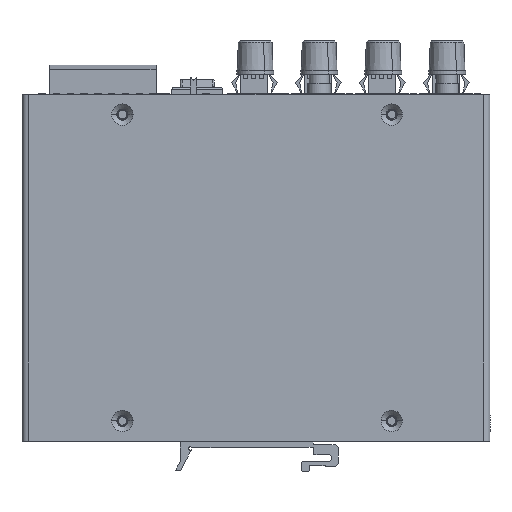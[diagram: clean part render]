
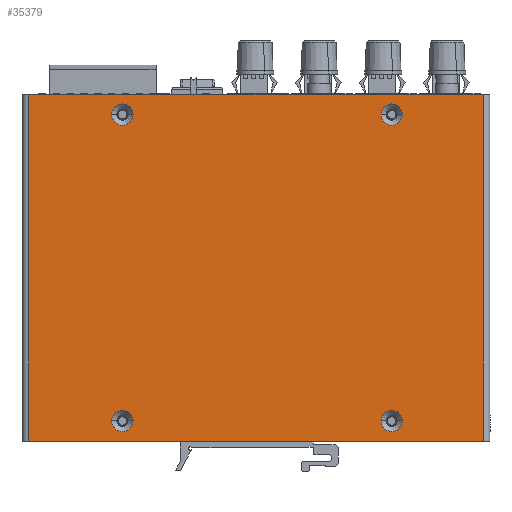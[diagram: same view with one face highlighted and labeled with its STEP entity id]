
A CAD part, front view. The second image highlights one B-rep face of the part: STEP entity #35379.
In plain terms, the highlighted planar face has unit normal (0, -1, 0).
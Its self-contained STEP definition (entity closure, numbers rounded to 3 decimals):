
#1404 = AXIS2_PLACEMENT_3D ( 'NONE', #156453, #67328, #171337 ) ;
#2237 = CARTESIAN_POINT ( 'NONE',  ( -111.845, -36.523, 96.611 ) ) ;
#5096 = DIRECTION ( 'NONE',  ( -1., 0., 0. ) ) ;
#5277 = LINE ( 'NONE', #54191, #184392 ) ;
#9731 = ORIENTED_EDGE ( 'NONE', *, *, #20676, .T. ) ;
#10432 = CARTESIAN_POINT ( 'NONE',  ( -138.52, -36.523, 102.611 ) ) ;
#11291 = DIRECTION ( 'NONE',  ( -1., 0., 0. ) ) ;
#12029 = CARTESIAN_POINT ( 'NONE',  ( -28.695, -36.523, 96.611 ) ) ;
#12336 = ORIENTED_EDGE ( 'NONE', *, *, #159726, .T. ) ;
#13123 = AXIS2_PLACEMENT_3D ( 'NONE', #142332, #53339, #157357 ) ;
#13399 = FACE_OUTER_BOUND ( 'NONE', #31149, .T. ) ;
#13606 = AXIS2_PLACEMENT_3D ( 'NONE', #183252, #94336, #5096 ) ;
#14492 = ORIENTED_EDGE ( 'NONE', *, *, #27512, .T. ) ;
#14976 = CARTESIAN_POINT ( 'NONE',  ( -25.545, -36.523, 96.611 ) ) ;
#17196 = CARTESIAN_POINT ( 'NONE',  ( -69.02, -36.523, 51.111 ) ) ;
#19035 = CIRCLE ( 'NONE', #121794, 3.15 ) ;
#20676 = EDGE_CURVE ( 'NONE', #143660, #163104, #93972, .T. ) ;
#23427 = ORIENTED_EDGE ( 'NONE', *, *, #121707, .F. ) ;
#27060 = DIRECTION ( 'NONE',  ( -1., 0., 0. ) ) ;
#27134 = CARTESIAN_POINT ( 'NONE',  ( -1.52, -36.523, -0.389 ) ) ;
#27512 = EDGE_CURVE ( 'NONE', #78161, #58143, #108337, .T. ) ;
#30044 = CARTESIAN_POINT ( 'NONE',  ( -25.545, -36.523, 5.611 ) ) ;
#30207 = CARTESIAN_POINT ( 'NONE',  ( -1.52, -36.523, 102.611 ) ) ;
#31149 = EDGE_LOOP ( 'NONE', ( #23427, #58878, #149846, #125335 ) ) ;
#31234 = VECTOR ( 'NONE', #176826, 1000. ) ;
#31838 = CIRCLE ( 'NONE', #1404, 3.15 ) ;
#32263 = DIRECTION ( 'NONE',  ( 0., 0., 1. ) ) ;
#34495 = CARTESIAN_POINT ( 'NONE',  ( -28.695, -36.523, 96.611 ) ) ;
#35379 = ADVANCED_FACE ( 'NONE', ( #13399, #132256, #92753, #167110, #127619 ), #105810, .T. ) ;
#37694 = EDGE_CURVE ( 'NONE', #158155, #64694, #167572, .T. ) ;
#38725 = ORIENTED_EDGE ( 'NONE', *, *, #68620, .T. ) ;
#39259 = AXIS2_PLACEMENT_3D ( 'NONE', #73209, #104962, #133759 ) ;
#39920 = DIRECTION ( 'NONE',  ( 1., 0., 0. ) ) ;
#41840 = CARTESIAN_POINT ( 'NONE',  ( -1.52, -36.523, 51.111 ) ) ;
#45424 = EDGE_LOOP ( 'NONE', ( #38725, #144684 ) ) ;
#49482 = DIRECTION ( 'NONE',  ( -1., 0., 0. ) ) ;
#52015 = CARTESIAN_POINT ( 'NONE',  ( -31.845, -36.523, 5.611 ) ) ;
#53339 = DIRECTION ( 'NONE',  ( 0., 1., 0. ) ) ;
#54191 = CARTESIAN_POINT ( 'NONE',  ( -136.52, -36.523, 51.111 ) ) ;
#56261 = VERTEX_POINT ( 'NONE', #52015 ) ;
#57029 = EDGE_LOOP ( 'NONE', ( #12336, #14492 ) ) ;
#57995 = CIRCLE ( 'NONE', #13606, 3.15 ) ;
#58143 = VERTEX_POINT ( 'NONE', #107104 ) ;
#58878 = ORIENTED_EDGE ( 'NONE', *, *, #152857, .T. ) ;
#59682 = AXIS2_PLACEMENT_3D ( 'NONE', #17196, #121425, #32263 ) ;
#61613 = CARTESIAN_POINT ( 'NONE',  ( -108.695, -36.523, 96.611 ) ) ;
#64694 = VERTEX_POINT ( 'NONE', #14976 ) ;
#67328 = DIRECTION ( 'NONE',  ( 0., 1., 0. ) ) ;
#68620 = EDGE_CURVE ( 'NONE', #56261, #186426, #110245, .T. ) ;
#72287 = CARTESIAN_POINT ( 'NONE',  ( -138.52, -36.523, -0.389 ) ) ;
#73209 = CARTESIAN_POINT ( 'NONE',  ( -108.695, -36.523, 96.611 ) ) ;
#73210 = ORIENTED_EDGE ( 'NONE', *, *, #37694, .T. ) ;
#76606 = DIRECTION ( 'NONE',  ( -1., 0., 0. ) ) ;
#78161 = VERTEX_POINT ( 'NONE', #110285 ) ;
#92753 = FACE_BOUND ( 'NONE', #57029, .T. ) ;
#93749 = VERTEX_POINT ( 'NONE', #112196 ) ;
#93972 = CIRCLE ( 'NONE', #39259, 3.15 ) ;
#94336 = DIRECTION ( 'NONE',  ( 0., 1., 0. ) ) ;
#98021 = EDGE_CURVE ( 'NONE', #186426, #56261, #31838, .T. ) ;
#100538 = DIRECTION ( 'NONE',  ( 0., 1., 0. ) ) ;
#101202 = AXIS2_PLACEMENT_3D ( 'NONE', #34495, #138514, #49482 ) ;
#104962 = DIRECTION ( 'NONE',  ( 0., 1., 0. ) ) ;
#105182 = EDGE_CURVE ( 'NONE', #163104, #143660, #19035, .T. ) ;
#105810 = PLANE ( 'NONE',  #59682 ) ;
#106725 = EDGE_LOOP ( 'NONE', ( #180471, #9731 ) ) ;
#107104 = CARTESIAN_POINT ( 'NONE',  ( -111.845, -36.523, 5.611 ) ) ;
#107564 = VECTOR ( 'NONE', #39920, 1000. ) ;
#108337 = CIRCLE ( 'NONE', #13123, 3.15 ) ;
#110245 = CIRCLE ( 'NONE', #136125, 3.15 ) ;
#110285 = CARTESIAN_POINT ( 'NONE',  ( -105.545, -36.523, 5.611 ) ) ;
#110440 = LINE ( 'NONE', #72287, #31234 ) ;
#111369 = AXIS2_PLACEMENT_3D ( 'NONE', #12029, #116285, #27060 ) ;
#112196 = CARTESIAN_POINT ( 'NONE',  ( -136.52, -36.523, -0.389 ) ) ;
#112351 = VECTOR ( 'NONE', #145791, 1000. ) ;
#112600 = EDGE_LOOP ( 'NONE', ( #73210, #132753 ) ) ;
#113790 = VERTEX_POINT ( 'NONE', #193051 ) ;
#113864 = CARTESIAN_POINT ( 'NONE',  ( -105.545, -36.523, 96.611 ) ) ;
#116285 = DIRECTION ( 'NONE',  ( 0., 1., 0. ) ) ;
#121425 = DIRECTION ( 'NONE',  ( 0., -1., 0. ) ) ;
#121707 = EDGE_CURVE ( 'NONE', #113790, #144482, #147116, .T. ) ;
#121794 = AXIS2_PLACEMENT_3D ( 'NONE', #61613, #165596, #76606 ) ;
#125335 = ORIENTED_EDGE ( 'NONE', *, *, #152940, .T. ) ;
#127619 = FACE_BOUND ( 'NONE', #112600, .T. ) ;
#132256 = FACE_BOUND ( 'NONE', #45424, .T. ) ;
#132753 = ORIENTED_EDGE ( 'NONE', *, *, #181605, .T. ) ;
#133759 = DIRECTION ( 'NONE',  ( -1., 0., 0. ) ) ;
#136125 = AXIS2_PLACEMENT_3D ( 'NONE', #189512, #100538, #11291 ) ;
#138514 = DIRECTION ( 'NONE',  ( 0., 1., 0. ) ) ;
#142332 = CARTESIAN_POINT ( 'NONE',  ( -108.695, -36.523, 5.611 ) ) ;
#143660 = VERTEX_POINT ( 'NONE', #113864 ) ;
#143844 = DIRECTION ( 'NONE',  ( 0., 0., -1. ) ) ;
#144482 = VERTEX_POINT ( 'NONE', #30207 ) ;
#144684 = ORIENTED_EDGE ( 'NONE', *, *, #98021, .T. ) ;
#145791 = DIRECTION ( 'NONE',  ( 0., 0., 1. ) ) ;
#147116 = LINE ( 'NONE', #10432, #107564 ) ;
#149846 = ORIENTED_EDGE ( 'NONE', *, *, #156126, .F. ) ;
#151906 = LINE ( 'NONE', #41840, #112351 ) ;
#152857 = EDGE_CURVE ( 'NONE', #113790, #93749, #5277, .T. ) ;
#152940 = EDGE_CURVE ( 'NONE', #183975, #144482, #151906, .T. ) ;
#156126 = EDGE_CURVE ( 'NONE', #183975, #93749, #110440, .T. ) ;
#156453 = CARTESIAN_POINT ( 'NONE',  ( -28.695, -36.523, 5.611 ) ) ;
#157357 = DIRECTION ( 'NONE',  ( -1., 0., 0. ) ) ;
#158155 = VERTEX_POINT ( 'NONE', #183957 ) ;
#159726 = EDGE_CURVE ( 'NONE', #58143, #78161, #57995, .T. ) ;
#160497 = CIRCLE ( 'NONE', #111369, 3.15 ) ;
#163104 = VERTEX_POINT ( 'NONE', #2237 ) ;
#165596 = DIRECTION ( 'NONE',  ( 0., 1., 0. ) ) ;
#167110 = FACE_BOUND ( 'NONE', #106725, .T. ) ;
#167572 = CIRCLE ( 'NONE', #101202, 3.15 ) ;
#171337 = DIRECTION ( 'NONE',  ( -1., 0., 0. ) ) ;
#176826 = DIRECTION ( 'NONE',  ( -1., 0., 0. ) ) ;
#180471 = ORIENTED_EDGE ( 'NONE', *, *, #105182, .T. ) ;
#181605 = EDGE_CURVE ( 'NONE', #64694, #158155, #160497, .T. ) ;
#183252 = CARTESIAN_POINT ( 'NONE',  ( -108.695, -36.523, 5.611 ) ) ;
#183957 = CARTESIAN_POINT ( 'NONE',  ( -31.845, -36.523, 96.611 ) ) ;
#183975 = VERTEX_POINT ( 'NONE', #27134 ) ;
#184392 = VECTOR ( 'NONE', #143844, 1000. ) ;
#186426 = VERTEX_POINT ( 'NONE', #30044 ) ;
#189512 = CARTESIAN_POINT ( 'NONE',  ( -28.695, -36.523, 5.611 ) ) ;
#193051 = CARTESIAN_POINT ( 'NONE',  ( -136.52, -36.523, 102.611 ) ) ;
